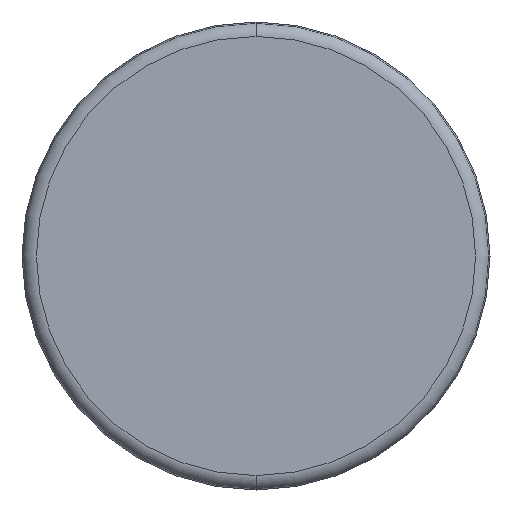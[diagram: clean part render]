
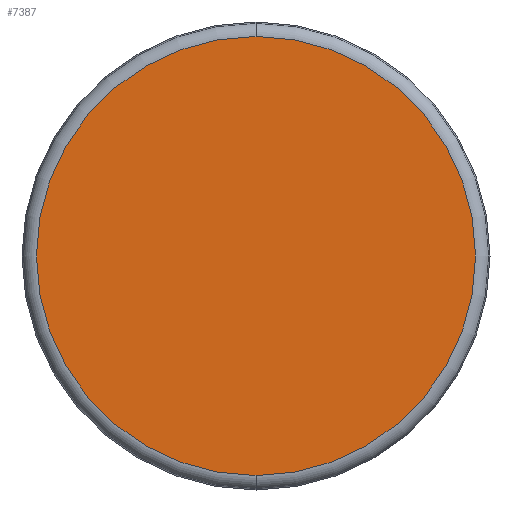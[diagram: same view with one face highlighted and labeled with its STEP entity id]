
A CAD part, front view. The second image highlights one B-rep face of the part: STEP entity #7387.
In plain terms, the highlighted planar face has unit normal (0, -1, 0).
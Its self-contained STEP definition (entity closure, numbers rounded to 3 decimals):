
#601 = AXIS2_PLACEMENT_3D ( 'NONE', #609, #7391, #1580 ) ;
#609 = CARTESIAN_POINT ( 'NONE',  ( 0., 0., 0. ) ) ;
#1091 = ORIENTED_EDGE ( 'NONE', *, *, #10538, .T. ) ;
#1531 = CARTESIAN_POINT ( 'NONE',  ( 0., 0., 0. ) ) ;
#1580 = DIRECTION ( 'NONE',  ( 0., 0., -1. ) ) ;
#2522 = DIRECTION ( 'NONE',  ( 0., 0., -1. ) ) ;
#2523 = PLANE ( 'NONE',  #601 ) ;
#3376 = DIRECTION ( 'NONE',  ( 0., -1., 0. ) ) ;
#5898 = CARTESIAN_POINT ( 'NONE',  ( 0., 0., 8.5 ) ) ;
#7387 = ADVANCED_FACE ( 'NONE', ( #8466 ), #2523, .T. ) ;
#7391 = DIRECTION ( 'NONE',  ( 0., -1., 0. ) ) ;
#7782 = EDGE_LOOP ( 'NONE', ( #1091, #8500 ) ) ;
#8247 = EDGE_CURVE ( 'NONE', #10850, #9230, #9679, .T. ) ;
#8310 = DIRECTION ( 'NONE',  ( 0., -1., 0. ) ) ;
#8327 = AXIS2_PLACEMENT_3D ( 'NONE', #1531, #8310, #2522 ) ;
#8416 = AXIS2_PLACEMENT_3D ( 'NONE', #9167, #3376, #10138 ) ;
#8466 = FACE_OUTER_BOUND ( 'NONE', #7782, .T. ) ;
#8500 = ORIENTED_EDGE ( 'NONE', *, *, #8247, .T. ) ;
#9085 = CIRCLE ( 'NONE', #8327, 8.5 ) ;
#9167 = CARTESIAN_POINT ( 'NONE',  ( 0., 0., 0. ) ) ;
#9230 = VERTEX_POINT ( 'NONE', #9969 ) ;
#9679 = CIRCLE ( 'NONE', #8416, 8.5 ) ;
#9969 = CARTESIAN_POINT ( 'NONE',  ( 0., 0., -8.5 ) ) ;
#10138 = DIRECTION ( 'NONE',  ( 0., 0., -1. ) ) ;
#10538 = EDGE_CURVE ( 'NONE', #9230, #10850, #9085, .T. ) ;
#10850 = VERTEX_POINT ( 'NONE', #5898 ) ;
